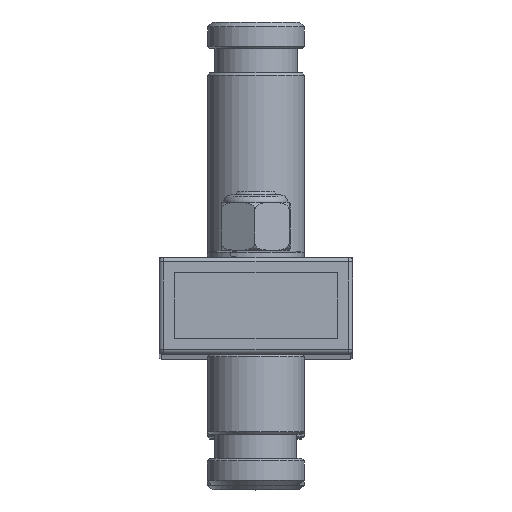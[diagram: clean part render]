
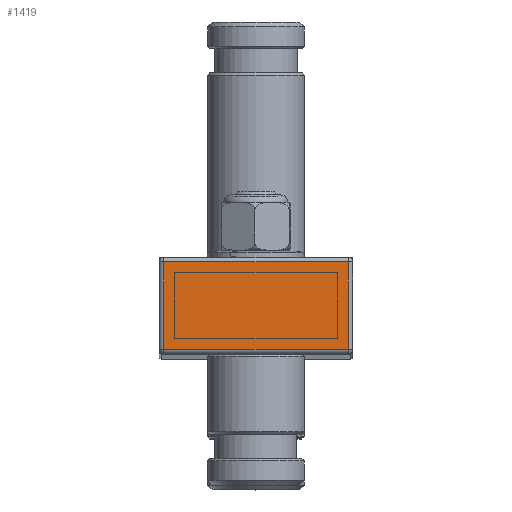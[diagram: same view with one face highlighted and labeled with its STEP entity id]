
A CAD part, top view. The second image highlights one B-rep face of the part: STEP entity #1419.
In plain terms, the highlighted face is planar.
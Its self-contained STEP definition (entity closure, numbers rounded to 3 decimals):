
#143 = CARTESIAN_POINT ( 'NONE',  ( 19., -40., 0. ) ) ;
#144 = DIRECTION ( 'NONE',  ( 0., -1., 0. ) ) ;
#285 = CARTESIAN_POINT ( 'NONE',  ( 1., -39., 0. ) ) ;
#352 = CARTESIAN_POINT ( 'NONE',  ( 19., -1., 0. ) ) ;
#371 = CARTESIAN_POINT ( 'NONE',  ( 1., -1., 0. ) ) ;
#834 = AXIS2_PLACEMENT_3D ( 'NONE', #3539, #3540, #3541 ) ;
#1071 = LINE ( 'NONE', #1999, #1205 ) ;
#1205 = VECTOR ( 'NONE', #2000, 1000. ) ;
#1222 = LINE ( 'NONE', #143, #1368 ) ;
#1368 = VECTOR ( 'NONE', #144, 1000. ) ;
#1419 = ADVANCED_FACE ( 'NONE', ( #4411 ), #3118, .F. ) ;
#1836 = CARTESIAN_POINT ( 'NONE',  ( 0., -39., 0. ) ) ;
#1837 = DIRECTION ( 'NONE',  ( -1., 0., 0. ) ) ;
#1999 = CARTESIAN_POINT ( 'NONE',  ( 0., -1., 0. ) ) ;
#2000 = DIRECTION ( 'NONE',  ( 1., 0., 0. ) ) ;
#2070 = CARTESIAN_POINT ( 'NONE',  ( 1., -40., 0. ) ) ;
#2075 = DIRECTION ( 'NONE',  ( 0., 1., 0. ) ) ;
#2318 = LINE ( 'NONE', #2070, #2417 ) ;
#2377 = LINE ( 'NONE', #1836, #2612 ) ;
#2417 = VECTOR ( 'NONE', #2075, 1000. ) ;
#2560 = CARTESIAN_POINT ( 'NONE',  ( 19., -39., 0. ) ) ;
#2612 = VECTOR ( 'NONE', #1837, 1000. ) ;
#3118 = PLANE ( 'NONE',  #834 ) ;
#3137 = EDGE_CURVE ( 'NONE', #4539, #5011, #2318, .T. ) ;
#3278 = EDGE_CURVE ( 'NONE', #5189, #4539, #2377, .T. ) ;
#3377 = EDGE_CURVE ( 'NONE', #5011, #4861, #1071, .T. ) ;
#3425 = EDGE_CURVE ( 'NONE', #4861, #5189, #1222, .T. ) ;
#3539 = CARTESIAN_POINT ( 'NONE',  ( 0., -40., 0. ) ) ;
#3540 = DIRECTION ( 'NONE',  ( 0., 0., 1. ) ) ;
#3541 = DIRECTION ( 'NONE',  ( 1., 0., 0. ) ) ;
#4411 = FACE_OUTER_BOUND ( 'NONE', #4865, .T. ) ;
#4539 = VERTEX_POINT ( 'NONE', #285 ) ;
#4861 = VERTEX_POINT ( 'NONE', #352 ) ;
#4865 = EDGE_LOOP ( 'NONE', ( #4894, #4892, #4953, #4952 ) ) ;
#4892 = ORIENTED_EDGE ( 'NONE', *, *, #3278, .T. ) ;
#4894 = ORIENTED_EDGE ( 'NONE', *, *, #3425, .T. ) ;
#4952 = ORIENTED_EDGE ( 'NONE', *, *, #3377, .T. ) ;
#4953 = ORIENTED_EDGE ( 'NONE', *, *, #3137, .T. ) ;
#5011 = VERTEX_POINT ( 'NONE', #371 ) ;
#5189 = VERTEX_POINT ( 'NONE', #2560 ) ;
